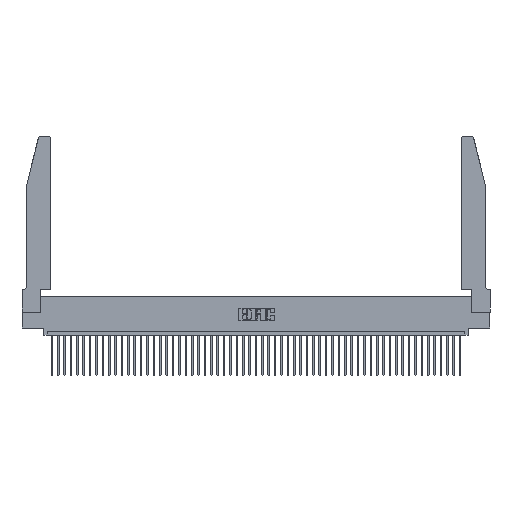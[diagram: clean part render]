
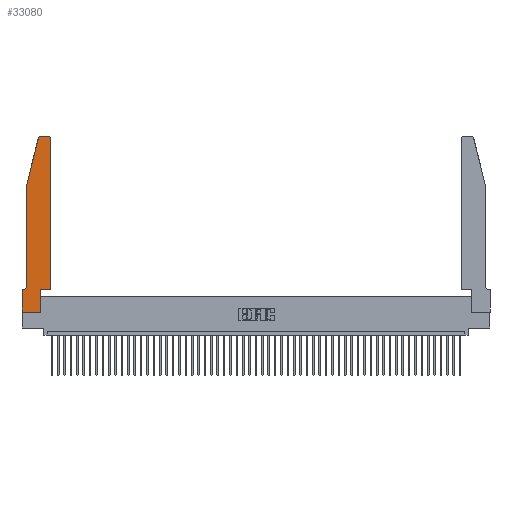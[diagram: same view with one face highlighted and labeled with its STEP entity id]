
A CAD part, top view. The second image highlights one B-rep face of the part: STEP entity #33080.
In plain terms, the highlighted planar face has unit normal (0, 0, 1).
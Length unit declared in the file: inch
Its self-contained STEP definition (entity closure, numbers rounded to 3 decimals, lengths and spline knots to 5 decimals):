
#349 = EDGE_CURVE ( 'NONE', #3142, #43305, #43645, .T. ) ;
#885 = VERTEX_POINT ( 'NONE', #27658 ) ;
#1041 = CARTESIAN_POINT ( 'NONE',  ( 0.284, 2.72, 0.37 ) ) ;
#1121 = VERTEX_POINT ( 'NONE', #16933 ) ;
#1451 = ORIENTED_EDGE ( 'NONE', *, *, #19369, .T. ) ;
#1595 = EDGE_LOOP ( 'NONE', ( #6286, #1451, #32738, #30131, #9558, #12396, #33660, #31550, #23012, #24078, #41024, #8115 ) ) ;
#1666 = DIRECTION ( 'NONE',  ( 0., -1., 0. ) ) ;
#2373 = LINE ( 'NONE', #3469, #50722 ) ;
#3072 = EDGE_CURVE ( 'NONE', #13233, #29205, #37059, .T. ) ;
#3142 = VERTEX_POINT ( 'NONE', #32279 ) ;
#3469 = CARTESIAN_POINT ( 'NONE',  ( 0.2605, 2.75, 0.37 ) ) ;
#3856 = VERTEX_POINT ( 'NONE', #9142 ) ;
#4742 = DIRECTION ( 'NONE',  ( -0.239, -0.971, 0. ) ) ;
#5156 = DIRECTION ( 'NONE',  ( 0., 0., -1. ) ) ;
#5506 = CIRCLE ( 'NONE', #23471, 0.03 ) ;
#6040 = CARTESIAN_POINT ( 'NONE',  ( 0.2865, 0.35, 0.37 ) ) ;
#6119 = CARTESIAN_POINT ( 'NONE',  ( 0.2865, 0.35, 0.37 ) ) ;
#6286 = ORIENTED_EDGE ( 'NONE', *, *, #43152, .T. ) ;
#6827 = DIRECTION ( 'NONE',  ( 1., 0., 0. ) ) ;
#8050 = CARTESIAN_POINT ( 'NONE',  ( 0.0055, 0.35, 0.37 ) ) ;
#8115 = ORIENTED_EDGE ( 'NONE', *, *, #47789, .T. ) ;
#8628 = CARTESIAN_POINT ( 'NONE',  ( 0., 0., 0.37 ) ) ;
#9048 = DIRECTION ( 'NONE',  ( 0., 0., 1. ) ) ;
#9142 = CARTESIAN_POINT ( 'NONE',  ( 0.284, 2.75, 0.37 ) ) ;
#9535 = DIRECTION ( 'NONE',  ( 1., 0., 0. ) ) ;
#9558 = ORIENTED_EDGE ( 'NONE', *, *, #349, .T. ) ;
#10002 = CIRCLE ( 'NONE', #26559, 0.03 ) ;
#12396 = ORIENTED_EDGE ( 'NONE', *, *, #24626, .T. ) ;
#13233 = VERTEX_POINT ( 'NONE', #42779 ) ;
#13787 = CARTESIAN_POINT ( 'NONE',  ( 0., 0., 0.37 ) ) ;
#14625 = CARTESIAN_POINT ( 'NONE',  ( 0.0755, 0.35, 0.37 ) ) ;
#15251 = DIRECTION ( 'NONE',  ( 0., 0., 1. ) ) ;
#16350 = CARTESIAN_POINT ( 'NONE',  ( 0.2865, 0., 0.37 ) ) ;
#16758 = EDGE_CURVE ( 'NONE', #885, #23542, #29907, .T. ) ;
#16933 = CARTESIAN_POINT ( 'NONE',  ( 0.4205, 2.75, 0.37 ) ) ;
#17120 = VERTEX_POINT ( 'NONE', #8628 ) ;
#18980 = CARTESIAN_POINT ( 'NONE',  ( 0., 0.35, 0.37 ) ) ;
#19369 = EDGE_CURVE ( 'NONE', #3856, #13233, #10002, .T. ) ;
#19694 = CARTESIAN_POINT ( 'NONE',  ( 0.4205, 2.72, 0.37 ) ) ;
#20623 = DIRECTION ( 'NONE',  ( 1., 0., 0. ) ) ;
#20934 = EDGE_CURVE ( 'NONE', #37725, #35151, #36311, .T. ) ;
#21787 = LINE ( 'NONE', #14625, #28522 ) ;
#22194 = VECTOR ( 'NONE', #1666, 39.37008 ) ;
#22396 = AXIS2_PLACEMENT_3D ( 'NONE', #24260, #5156, #39954 ) ;
#22483 = DIRECTION ( 'NONE',  ( -1., 0., 0. ) ) ;
#22644 = LINE ( 'NONE', #49968, #34959 ) ;
#23012 = ORIENTED_EDGE ( 'NONE', *, *, #20934, .T. ) ;
#23151 = DIRECTION ( 'NONE',  ( 0., 1., 0. ) ) ;
#23471 = AXIS2_PLACEMENT_3D ( 'NONE', #19694, #15251, #23623 ) ;
#23542 = VERTEX_POINT ( 'NONE', #50356 ) ;
#23623 = DIRECTION ( 'NONE',  ( 1., 0., 0. ) ) ;
#24000 = LINE ( 'NONE', #40518, #22194 ) ;
#24078 = ORIENTED_EDGE ( 'NONE', *, *, #31057, .T. ) ;
#24109 = PLANE ( 'NONE',  #41519 ) ;
#24176 = CARTESIAN_POINT ( 'NONE',  ( 0.0755, 2., 0.37 ) ) ;
#24260 = CARTESIAN_POINT ( 'NONE',  ( 0.0055, 0.42, 0.37 ) ) ;
#24438 = CARTESIAN_POINT ( 'NONE',  ( 0., 0.35, 0.37 ) ) ;
#24626 = EDGE_CURVE ( 'NONE', #43305, #45522, #21787, .T. ) ;
#25883 = CARTESIAN_POINT ( 'NONE',  ( 0.0755, 2., 0.37 ) ) ;
#26559 = AXIS2_PLACEMENT_3D ( 'NONE', #1041, #9048, #20623 ) ;
#27031 = DIRECTION ( 'NONE',  ( -1., 0., 0. ) ) ;
#27658 = CARTESIAN_POINT ( 'NONE',  ( 0.4505, 0.35, 0.37 ) ) ;
#28386 = DIRECTION ( 'NONE',  ( 0., 0., 1. ) ) ;
#28522 = VECTOR ( 'NONE', #22483, 39.37008 ) ;
#28962 = VECTOR ( 'NONE', #4742, 39.37008 ) ;
#29205 = VERTEX_POINT ( 'NONE', #25883 ) ;
#29907 = LINE ( 'NONE', #47014, #32999 ) ;
#30131 = ORIENTED_EDGE ( 'NONE', *, *, #34407, .T. ) ;
#30536 = VECTOR ( 'NONE', #37859, 39.37008 ) ;
#31057 = EDGE_CURVE ( 'NONE', #35151, #885, #22644, .T. ) ;
#31550 = ORIENTED_EDGE ( 'NONE', *, *, #44066, .T. ) ;
#32279 = CARTESIAN_POINT ( 'NONE',  ( 0.0755, 0.42, 0.37 ) ) ;
#32423 = LINE ( 'NONE', #49913, #30536 ) ;
#32738 = ORIENTED_EDGE ( 'NONE', *, *, #3072, .T. ) ;
#32999 = VECTOR ( 'NONE', #23151, 39.37008 ) ;
#33080 = ADVANCED_FACE ( 'NONE', ( #41533 ), #24109, .T. ) ;
#33336 = DIRECTION ( 'NONE',  ( 0., 1., 0. ) ) ;
#33660 = ORIENTED_EDGE ( 'NONE', *, *, #46466, .T. ) ;
#34407 = EDGE_CURVE ( 'NONE', #29205, #3142, #24000, .T. ) ;
#34688 = VECTOR ( 'NONE', #9535, 39.37008 ) ;
#34959 = VECTOR ( 'NONE', #6827, 39.37008 ) ;
#35151 = VERTEX_POINT ( 'NONE', #6040 ) ;
#36311 = LINE ( 'NONE', #6119, #45463 ) ;
#36574 = LINE ( 'NONE', #13787, #34688 ) ;
#37059 = LINE ( 'NONE', #24176, #28962 ) ;
#37725 = VERTEX_POINT ( 'NONE', #16350 ) ;
#37859 = DIRECTION ( 'NONE',  ( 0., -1., 0. ) ) ;
#39954 = DIRECTION ( 'NONE',  ( -1., 0., 0. ) ) ;
#40518 = CARTESIAN_POINT ( 'NONE',  ( 0.0755, 2., 0.37 ) ) ;
#41024 = ORIENTED_EDGE ( 'NONE', *, *, #16758, .T. ) ;
#41519 = AXIS2_PLACEMENT_3D ( 'NONE', #24438, #28386, #44224 ) ;
#41533 = FACE_OUTER_BOUND ( 'NONE', #1595, .T. ) ;
#42779 = CARTESIAN_POINT ( 'NONE',  ( 0.25487, 2.72718, 0.37 ) ) ;
#43152 = EDGE_CURVE ( 'NONE', #1121, #3856, #2373, .T. ) ;
#43305 = VERTEX_POINT ( 'NONE', #8050 ) ;
#43645 = CIRCLE ( 'NONE', #22396, 0.07 ) ;
#44066 = EDGE_CURVE ( 'NONE', #17120, #37725, #36574, .T. ) ;
#44224 = DIRECTION ( 'NONE',  ( 1., 0., 0. ) ) ;
#45463 = VECTOR ( 'NONE', #33336, 39.37008 ) ;
#45522 = VERTEX_POINT ( 'NONE', #18980 ) ;
#46466 = EDGE_CURVE ( 'NONE', #45522, #17120, #32423, .T. ) ;
#47014 = CARTESIAN_POINT ( 'NONE',  ( 0.4505, 0.35, 0.37 ) ) ;
#47789 = EDGE_CURVE ( 'NONE', #23542, #1121, #5506, .T. ) ;
#49913 = CARTESIAN_POINT ( 'NONE',  ( 0., 0., 0.37 ) ) ;
#49968 = CARTESIAN_POINT ( 'NONE',  ( 0.4505, 0.35, 0.37 ) ) ;
#50356 = CARTESIAN_POINT ( 'NONE',  ( 0.4505, 2.72, 0.37 ) ) ;
#50722 = VECTOR ( 'NONE', #27031, 39.37008 ) ;
